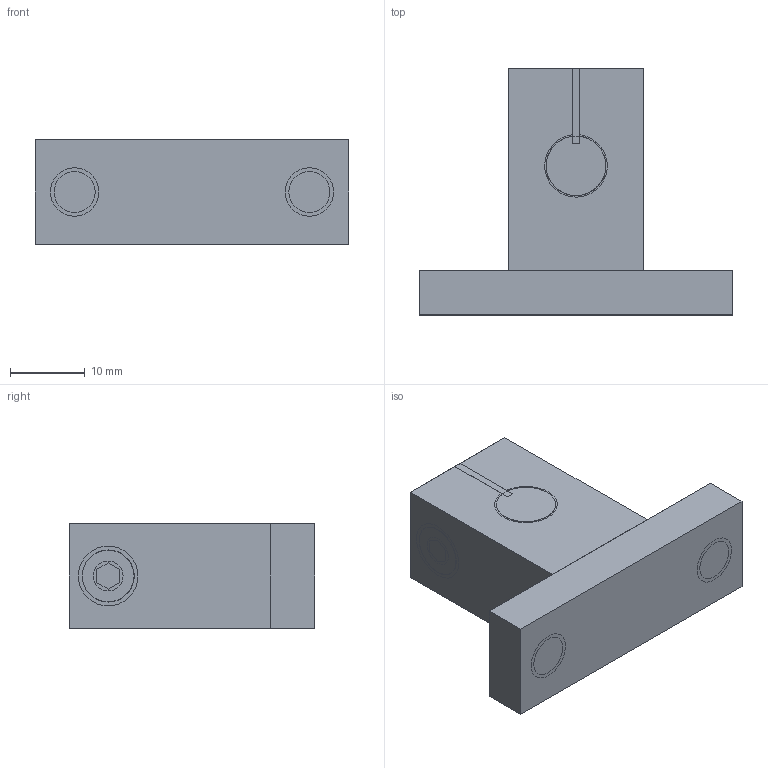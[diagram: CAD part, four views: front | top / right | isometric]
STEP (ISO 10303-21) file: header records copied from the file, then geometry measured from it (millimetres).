
FILE_DESCRIPTION(('FreeCAD Model'),'2;1');
FILE_NAME( 'Rod/*.step', '2017-12-10T13:14:16',('Author'),(''), 'Open CASCADE STEP processor 7.1','FreeCAD','Unknown');
FILE_SCHEMA(('AUTOMOTIVE_DESIGN { 1 0 10303 214 1 1 1 1 }'));
Length unit declared in the file: millimetre
Products named in the file (24): SK8; Screw; Sketch; Sketch001; Revolve; Screw_M4x14_ISO4762_8,8_A2K; Chamfer; Fusion; Cube; Cut; Cut001; Cube001; Cylinder; Cylinder001; Cube002; Cylinder002; Cylinder003; Cylinder004; Cut002; Cut003; Cut004; Cut005; Chamfer001; Chamfer002
Assembly tree (23 placements, depth 3):
  SK8
    Screw
      Sketch
      Sketch001
      Revolve
      Screw_M4x14_ISO4762_8,8_A2K
    Chamfer
    Fusion
    Cube
    Cut
    Cut001
    Cube001
    Cylinder
    Cylinder001
    Cube002
    Cylinder002
    Cylinder003
    Cylinder004
    Cut002
    Cut003
    Cut004
    Cut005
    Chamfer001
    Chamfer002
Bounding box: 42 x 33 x 14 mm (x, y, z)
Surface area: 46927.8 mm2
Topology: 20 solids, 20 shells, 267 faces, 614 edges, 409 vertices
Faces by surface type: plane 185, cylinder 51, cone 29, torus 2
Full cylindrical faces by diameter (mm): 4 x13, 5.5 x19, 7 x7, 8 x1
Entity records: 17212 total; most frequent: CARTESIAN_POINT 2872, DIRECTION 2424, LINE 1482, VECTOR 1482, ORIENTED_EDGE 1198, PCURVE 1198, DEFINITIONAL_REPRESENTATION 1198, EDGE_CURVE 599
